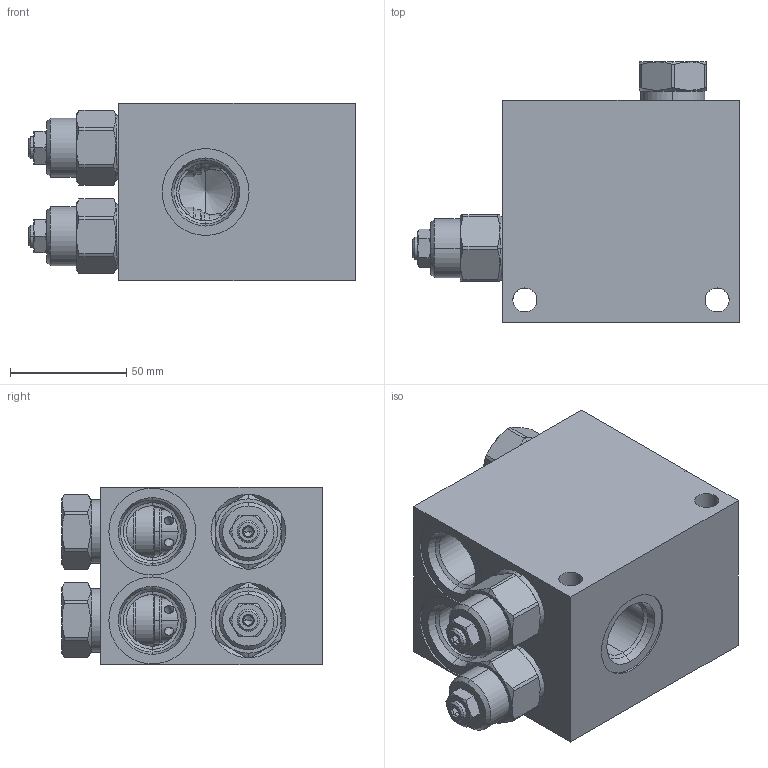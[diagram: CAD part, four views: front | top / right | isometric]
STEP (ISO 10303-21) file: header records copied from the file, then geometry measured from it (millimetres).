
FILE_DESCRIPTION((''),'2;1');
FILE_NAME('YCEDLHNAL_ASM','2023-04-13T',('ProEService'),(''),'PRO/ENGINEER BY PARAMETRIC TECHNOLOGY CORPORATION, 2014200','PRO/ENGINEER BY PARAMETRIC TECHNOLOGY CORPORATION, 2014200','');
FILE_SCHEMA(('CONFIG_CONTROL_DESIGN'));
Length unit declared in the file: inch
Products named in the file (4): 150-052-004; CXEDXCN; CBEALHN; YCEDLHNAL_ASM
Assembly tree (5 placements, depth 2):
  YCEDLHNAL_ASM
    150-052-004
    CXEDXCN  x2
    CBEALHN  x2
Bounding box: 140.26 x 111.91 x 76.2 mm (x, y, z)
Volume: 650434.6 mm3; surface area: 132723 mm2
Topology: 17 solids, 19 shells, 1117 faces, 3148 edges, 2280 vertices
Faces by surface type: cylinder 454, plane 219, cone 214, torus 206, revolution 16, sphere 8
Entity records: 24503 total; most frequent: CARTESIAN_POINT 6829, DIRECTION 3900, ORIENTED_EDGE 3170, EDGE_CURVE 1585, AXIS2_PLACEMENT_3D 1525, VERTEX_POINT 1000, CIRCLE 873, VECTOR 842
